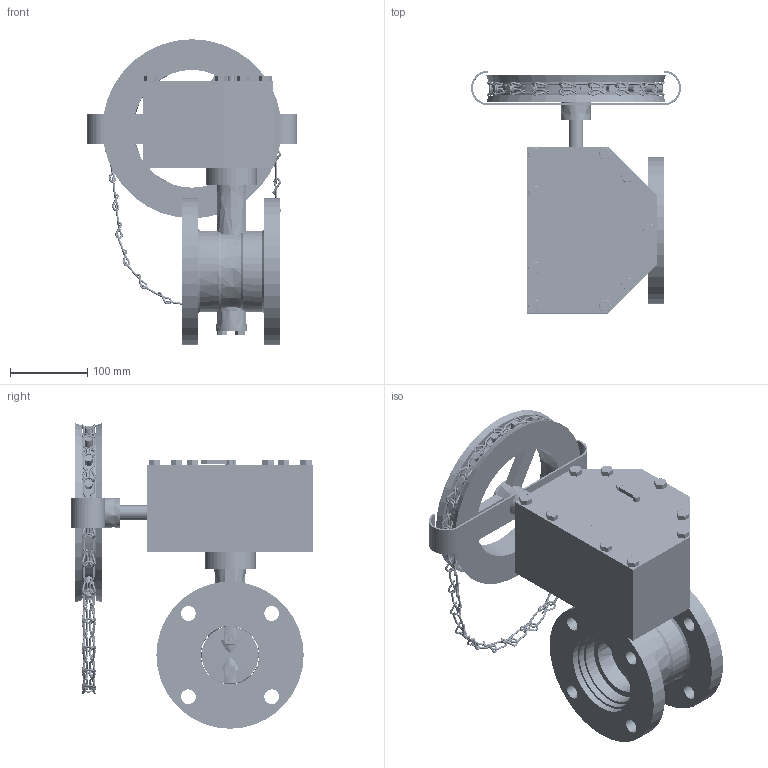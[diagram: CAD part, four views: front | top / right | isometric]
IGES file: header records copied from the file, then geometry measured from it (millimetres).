
Start section: SolidWorks IGES file using analytic representation for surfaces
Global section: file name: Class 250II FL x FL-03-Inch-CHAINWHEEL.IGS; native system: SolidWorks 2014; preprocessor: SolidWorks 2014; author: ekkiuser; date: 161214.133157; units: inch
Bounding box: 271.78 x 314.32 x 395.29 mm (x, y, z)
Volume: 5230186.8 mm3; surface area: 792875.8 mm2
Topology: 46 solids, 46 shells, 3444 faces, 7716 edges, 4346 vertices
Faces by surface type: revolution 2359, bspline 717, plane 368
